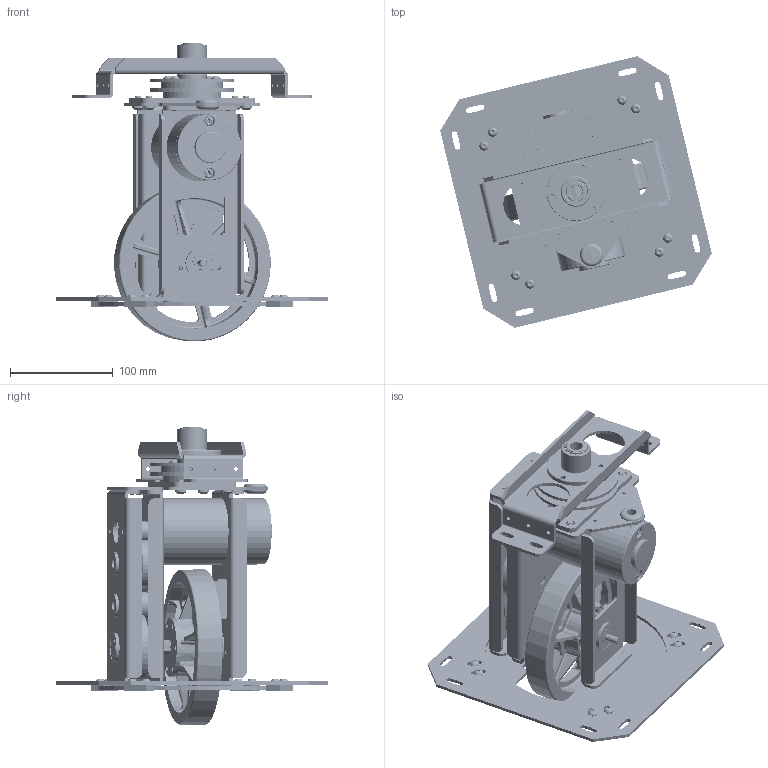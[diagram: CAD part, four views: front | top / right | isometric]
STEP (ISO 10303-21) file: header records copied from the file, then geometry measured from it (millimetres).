
FILE_DESCRIPTION((''),'2;1');
FILE_NAME('ws_asm_hollow_pivot.stp','2011-03-27T20:31:46',('ajlapp'),(''),'Autodesk Inventor 2011','Autodesk Inventor 2011','');
FILE_SCHEMA(('AUTOMOTIVE_DESIGN { 1 0 10303 214 1 1 1 1 }'));
Length unit declared in the file: inch
Products named in the file (50): ws_wheel_box_complete (LevelofDetail1); ws_wheel_box (LevelofDetail2); ws_rotor_revc; ws_wheel_plate_revc; ws_CIM_plate_asm; ws_cim_plate_revc; ws_bearing_shim; brf-06; CIM Motor; CIM motor; 10-24 UNC x 4_ Phillips Pan Head; AM_14t_ws_cluster_gear; ws_cim_washer; shcs_91251A144; ws_gearbox_plate_asm; brf-08; cim_tough_shaft_revc; ws_cluster_1; AM_35t_ws_cluster_gear; AM_24t_ws_cluster_gear; ws_cluster_2; AM_19t_ws_cluster_gear; 40t_ws_output_gear_revb; ws_top_plate_revd; ws_drive_axle_wheel_asm_revc; ws_wheel_shaft_revd; 500-hex-hub; 2008-FIRST-Wheel; Hub; Tread; 50t_ws_output_gear_revb; snap_ring_97633A200; ws_bearing_plate_asm_revc; ws_bearing_plate_revc; ws_bushing_pad_revb; bhcs_91255A240; fhcs_91253A239; ws_grommet_9307k23; BHCS_91255A535; updated_pivot ...
Assembly tree (90 placements, depth 5):
  ws_wheel_box_complete (LevelofDetail1)
    ws_wheel_box (LevelofDetail2)
      ws_rotor_revc
      ws_wheel_plate_revc
      ws_CIM_plate_asm
        ws_cim_plate_revc
        ws_bearing_shim  x2
        brf-06  x2
        CIM Motor
          CIM motor
          10-24 UNC x 4_ Phillips Pan Head  x2
        AM_14t_ws_cluster_gear
        ws_cim_washer  x2
        shcs_91251A144  x2
      ws_gearbox_plate_asm
        ws_cim_plate_revc
        brf-06  x2
        brf-08
      cim_tough_shaft_revc  x2
      ws_cluster_1
        AM_35t_ws_cluster_gear
        AM_24t_ws_cluster_gear
      ws_cluster_2
        AM_19t_ws_cluster_gear
        40t_ws_output_gear_revb
      ws_top_plate_revd
      brf-08
      ws_drive_axle_wheel_asm_revc
        ws_wheel_shaft_revd
        500-hex-hub
        2008-FIRST-Wheel
          Hub
          Tread
        50t_ws_output_gear_revb
        snap_ring_97633A200  x2
      ws_bearing_plate_asm_revc
        ws_bearing_plate_revc
        ws_bushing_pad_revb  x4
        bhcs_91255A240  x8
      bhcs_91255A240  x2
      fhcs_91253A239  x12
      ws_grommet_9307k23
      BHCS_91255A535  x4
    updated_pivot
      AM_custom_hub
      750_bushing
      ws_main_axle
      AM_36t_sprocket  x2
      (unnamed)
      bhcs_91255A242  x4
      ws_pivot_bracket_revc
      ws_pivot_mount
      750_snap_ring
      pivot_bushing
Bounding box: 264.04 x 264.04 x 290.58 mm (x, y, z)
Volume: 1242516.8 mm3; surface area: 563326.9 mm2
Topology: 80 solids, 80 shells, 5564 faces, 13900 edges, 8554 vertices
Faces by surface type: cylinder 1949, plane 1419, cone 873, bspline 792, torus 483, sphere 48
Full cylindrical faces by diameter (mm): 1.194 x4, 1.321 x2, 3.683 x24, 3.962 x6, 3.967 x6, 4.056 x124, 4.064 x6, 4.826 x112, 4.953 x4, 5.08 x19, 5.105 x27, 5.182 x6, 5.387 x24, 5.74 x2, 6.35 x25, 7.95 x1, 8.738 x4, 9.169 x14, 9.474 x2, 9.5 x4, 9.525 x5, 9.906 x2, 10.067 x3, 10.439 x12, 10.592 x1, 11.1 x4, 12.649 x2, 12.7 x6, 14.445 x1, 15.875 x6
Entity records: 145182 total; most frequent: CARTESIAN_POINT 53728, ORIENTED_EDGE 18942, DIRECTION 18563, EDGE_CURVE 9471, AXIS2_PLACEMENT_3D 7712, VERTEX_POINT 5979, EDGE_LOOP 4790, CIRCLE 4087
